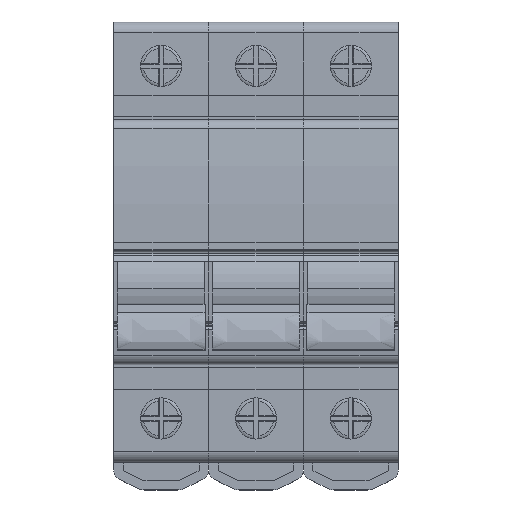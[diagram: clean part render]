
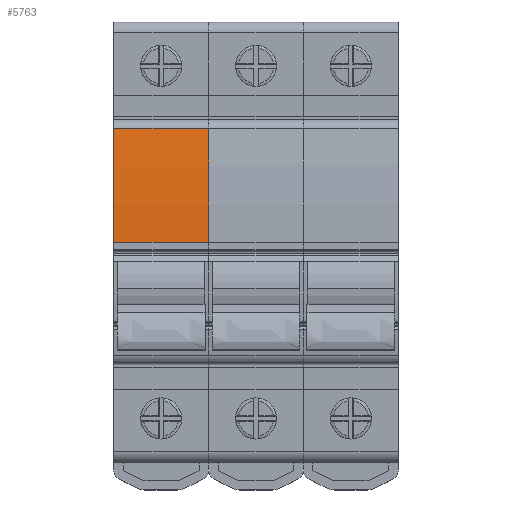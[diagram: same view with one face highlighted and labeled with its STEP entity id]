
A CAD part, top view. The second image highlights one B-rep face of the part: STEP entity #5763.
In plain terms, the highlighted cylindrical face has radius 122.659 mm (diameter 245.319 mm), a partial arc.
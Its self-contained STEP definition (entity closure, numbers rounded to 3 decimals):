
#5 = EDGE_CURVE ( 'NONE', #26837, #5212, #24344, .T. ) ;
#201 = DIRECTION ( 'NONE',  ( 1., 0., 0. ) ) ;
#797 = CARTESIAN_POINT ( 'NONE',  ( 8.75, 0., -55.16 ) ) ;
#3461 = ORIENTED_EDGE ( 'NONE', *, *, #12229, .F. ) ;
#3532 = CARTESIAN_POINT ( 'NONE',  ( 8.75, 0., 67.5 ) ) ;
#4267 = DIRECTION ( 'NONE',  ( 1., 0., 0. ) ) ;
#4689 = FACE_OUTER_BOUND ( 'NONE', #7062, .T. ) ;
#5212 = VERTEX_POINT ( 'NONE', #22782 ) ;
#5763 = ADVANCED_FACE ( 'NONE', ( #4689 ), #15181, .T. ) ;
#7062 = EDGE_LOOP ( 'NONE', ( #22952, #3461, #25751, #12450 ) ) ;
#7511 = DIRECTION ( 'NONE',  ( -1., 0., 0. ) ) ;
#7765 = AXIS2_PLACEMENT_3D ( 'NONE', #12982, #201, #21070 ) ;
#8189 = CIRCLE ( 'NONE', #7765, 122.66 ) ;
#8952 = EDGE_CURVE ( 'NONE', #20199, #19906, #9645, .T. ) ;
#9645 = LINE ( 'NONE', #3532, #11441 ) ;
#10703 = CARTESIAN_POINT ( 'NONE',  ( 8.75, 0., 67.5 ) ) ;
#11142 = DIRECTION ( 'NONE',  ( 0., 0., -1. ) ) ;
#11416 = DIRECTION ( 'NONE',  ( -1., 0., 0. ) ) ;
#11441 = VECTOR ( 'NONE', #11416, 1000. ) ;
#12229 = EDGE_CURVE ( 'NONE', #26837, #20199, #17685, .T. ) ;
#12450 = ORIENTED_EDGE ( 'NONE', *, *, #20573, .T. ) ;
#12982 = CARTESIAN_POINT ( 'NONE',  ( -8.75, 0., -55.16 ) ) ;
#12989 = DIRECTION ( 'NONE',  ( 0., 0., 1. ) ) ;
#13630 = CARTESIAN_POINT ( 'NONE',  ( 8.75, 20.941, 65.699 ) ) ;
#15043 = CARTESIAN_POINT ( 'NONE',  ( 8.75, 0., -55.16 ) ) ;
#15181 = CYLINDRICAL_SURFACE ( 'NONE', #20734, 122.66 ) ;
#15840 = CARTESIAN_POINT ( 'NONE',  ( 8.75, 20.941, 65.699 ) ) ;
#16833 = DIRECTION ( 'NONE',  ( -1., 0., 0. ) ) ;
#17685 = CIRCLE ( 'NONE', #25589, 122.66 ) ;
#19906 = VERTEX_POINT ( 'NONE', #24158 ) ;
#20199 = VERTEX_POINT ( 'NONE', #10703 ) ;
#20573 = EDGE_CURVE ( 'NONE', #5212, #19906, #8189, .T. ) ;
#20734 = AXIS2_PLACEMENT_3D ( 'NONE', #15043, #16833, #12989 ) ;
#20800 = VECTOR ( 'NONE', #7511, 1000. ) ;
#21070 = DIRECTION ( 'NONE',  ( 0., 0., 1. ) ) ;
#22782 = CARTESIAN_POINT ( 'NONE',  ( -8.75, 20.941, 65.699 ) ) ;
#22952 = ORIENTED_EDGE ( 'NONE', *, *, #8952, .F. ) ;
#24158 = CARTESIAN_POINT ( 'NONE',  ( -8.75, 0., 67.5 ) ) ;
#24344 = LINE ( 'NONE', #15840, #20800 ) ;
#25589 = AXIS2_PLACEMENT_3D ( 'NONE', #797, #4267, #11142 ) ;
#25751 = ORIENTED_EDGE ( 'NONE', *, *, #5, .T. ) ;
#26837 = VERTEX_POINT ( 'NONE', #13630 ) ;
